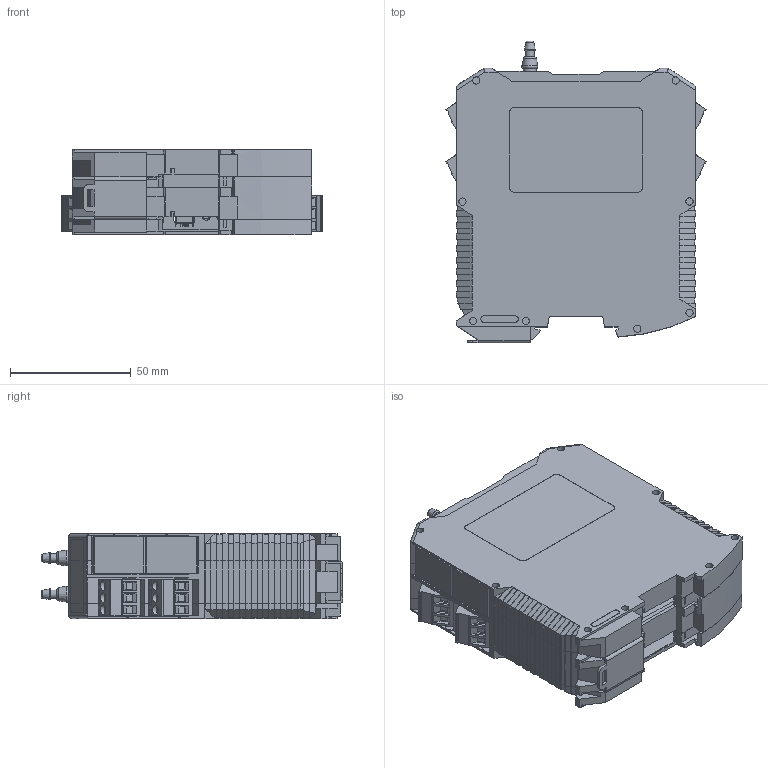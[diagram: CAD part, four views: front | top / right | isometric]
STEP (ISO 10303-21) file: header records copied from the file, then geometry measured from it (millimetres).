
FILE_DESCRIPTION(/* description */ ('Bopla 67635422_CNT-35-4-2-3-TB Unterteil'),/* implementation_level */ '2;1');
FILE_NAME(/* name */ 'Katalog-P34.stp',/* time_stamp */ '2015-06-11T08:16:20+02:00',/* author */ ('nwolf'),/* organization */ (''),/* preprocessor_version */ 'ST-DEVELOPER v15.6',/* originating_system */ 'Autodesk Inventor 2015',/* authorisation */ '');
FILE_SCHEMA (('AUTOMOTIVE_DESIGN { 1 0 10303 214 3 1 1 }'));
Products named in the file (18): ENG-003049; ENG-003050; ENG-003051; ENG-003054; ENG-003052; ENG-003055; ENG-002952; ENG-003042; ENG-003041; 1020.006514M; ENG-003057; 1020.006504M; 1520.001834M; 7000.002824M; 7000.000654MB; ENG-002754; 1020.006774M; ENG-003984
Assembly tree (27 placements, depth 3):
  ENG-003984
    ENG-003052
      ENG-003049
      ENG-003050
      ENG-003051
      ENG-003054
    ENG-003055  x4
    ENG-002952
    ENG-003042  x2
    ENG-003041  x2
    1020.006514M
    ENG-003057  x4
    1020.006504M
    1520.001834M  x2
    7000.002824M
    7000.000654MB
    ENG-002754  x2
    1020.006774M
Bounding box: 107.66 x 124.95 x 35.3 mm (x, y, z)
Volume: 87174.6 mm3; surface area: 121304.6 mm2
Topology: 26 solids, 28 shells, 3922 faces, 10428 edges, 6821 vertices
Faces by surface type: plane 3337, cylinder 377, bspline 175, cone 25, torus 8
Full cylindrical faces by diameter (mm): 1.4 x18, 1.5 x12, 1.6 x2, 2.459 x2, 2.5 x1, 2.8 x20, 3 x21, 3.5 x2, 3.783 x12, 3.9 x2, 4 x17, 5.5 x2, 6 x2, 7 x2, 8 x2
Entity records: 89723 total; most frequent: CARTESIAN_POINT 18382, ORIENTED_EDGE 14810, DIRECTION 12934, EDGE_CURVE 7405, LINE 6408, VECTOR 6408, VERTEX_POINT 4907, AXIS2_PLACEMENT_3D 3263
